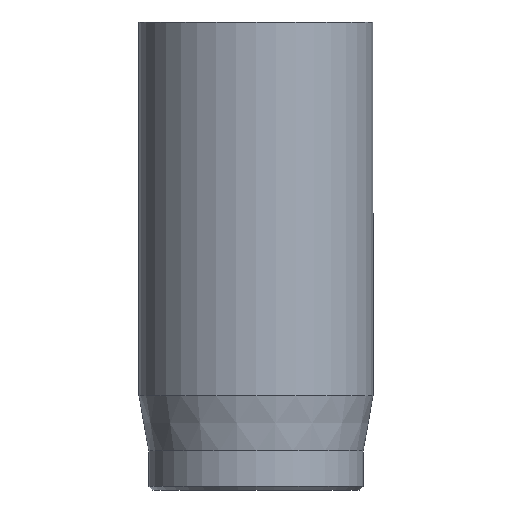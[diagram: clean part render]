
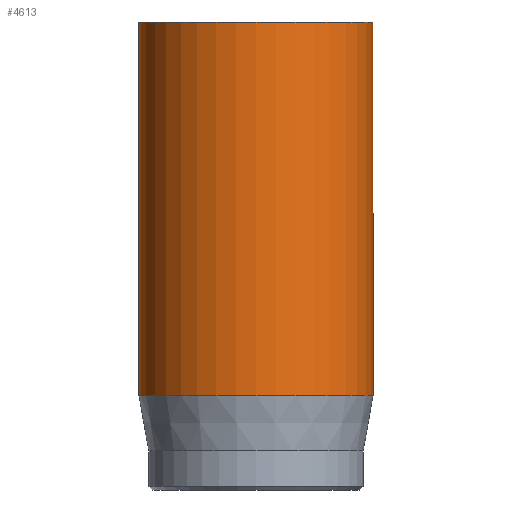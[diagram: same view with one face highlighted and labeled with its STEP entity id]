
A CAD part, front view. The second image highlights one B-rep face of the part: STEP entity #4613.
In plain terms, the highlighted cylindrical face has radius 3 mm (diameter 6 mm), a full revolution.
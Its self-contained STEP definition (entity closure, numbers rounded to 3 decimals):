
#604=CYLINDRICAL_SURFACE('',#4790,3.);
#839=FACE_OUTER_BOUND('',#1115,.T.);
#1115=EDGE_LOOP('',(#4264,#4265,#4266,#4267,#4268));
#1452=LINE('',#8779,#1795);
#1795=VECTOR('',#5329,3.);
#1830=CIRCLE('',#4776,3.);
#1836=CIRCLE('',#4788,3.);
#1837=CIRCLE('',#4789,3.);
#2273=VERTEX_POINT('',#8752);
#2279=VERTEX_POINT('',#8773);
#2280=VERTEX_POINT('',#8774);
#2937=EDGE_CURVE('',#2273,#2273,#1830,.T.);
#2946=EDGE_CURVE('',#2279,#2280,#1836,.T.);
#2947=EDGE_CURVE('',#2280,#2279,#1837,.T.);
#2949=EDGE_CURVE('',#2273,#2279,#1452,.T.);
#4264=ORIENTED_EDGE('',*,*,#2937,.T.);
#4265=ORIENTED_EDGE('',*,*,#2949,.T.);
#4266=ORIENTED_EDGE('',*,*,#2946,.T.);
#4267=ORIENTED_EDGE('',*,*,#2947,.T.);
#4268=ORIENTED_EDGE('',*,*,#2949,.F.);
#4613=ADVANCED_FACE('',(#839),#604,.T.);
#4776=AXIS2_PLACEMENT_3D('',#8753,#5295,#5296);
#4788=AXIS2_PLACEMENT_3D('',#8775,#5322,#5323);
#4789=AXIS2_PLACEMENT_3D('',#8776,#5324,#5325);
#4790=AXIS2_PLACEMENT_3D('',#8778,#5327,#5328);
#5295=DIRECTION('center_axis',(0.,0.,-1.));
#5296=DIRECTION('ref_axis',(-1.,0.,0.));
#5322=DIRECTION('center_axis',(0.,0.,1.));
#5323=DIRECTION('ref_axis',(-1.,0.,0.));
#5324=DIRECTION('center_axis',(0.,0.,1.));
#5325=DIRECTION('ref_axis',(-1.,0.,0.));
#5327=DIRECTION('center_axis',(0.,0.,1.));
#5328=DIRECTION('ref_axis',(-1.,0.,0.));
#5329=DIRECTION('',(0.,0.,-1.));
#8752=CARTESIAN_POINT('',(3.,0.,12.));
#8753=CARTESIAN_POINT('Origin',(0.,0.,12.));
#8773=CARTESIAN_POINT('',(3.,0.,2.418));
#8774=CARTESIAN_POINT('',(-3.,0.,2.418));
#8775=CARTESIAN_POINT('Origin',(0.,0.,2.418));
#8776=CARTESIAN_POINT('Origin',(0.,0.,2.418));
#8778=CARTESIAN_POINT('Origin',(0.,0.,0.));
#8779=CARTESIAN_POINT('',(3.,0.,0.));
